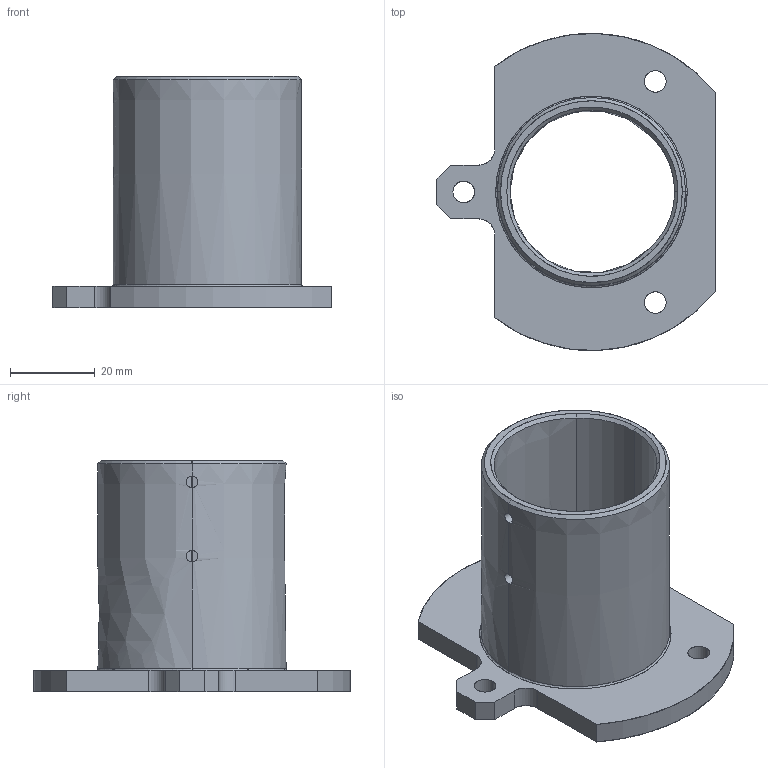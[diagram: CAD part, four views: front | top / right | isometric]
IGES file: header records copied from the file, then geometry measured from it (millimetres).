
Start section: SolidWorks IGES file using analytic representation for surfaces
Global section: file name: D0902829-v2 aLigo_Sleeve_Alignment_Telescope.IGS; native system: SolidWorks 2010; preprocessor: SolidWorks 2010; author: cconley; date: 110310.115035; units: inch
Bounding box: 65.72 x 74.91 x 54.61 mm (x, y, z)
Surface area: 19854.8 mm2 (no closed solid volume)
Topology: 0 solids, 0 shells, 37 faces, 852 edges, 852 vertices
Faces by surface type: revolution 24, bspline 13
